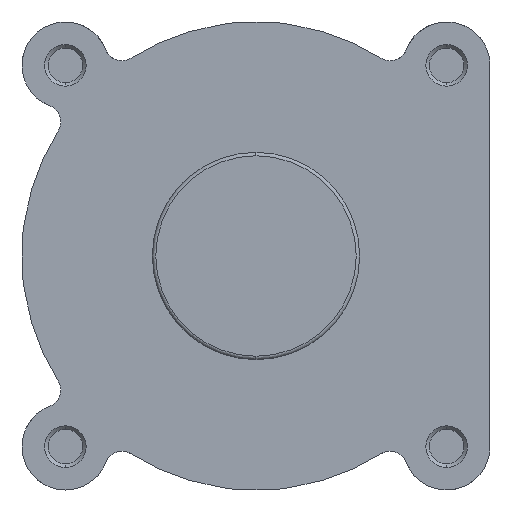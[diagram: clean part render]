
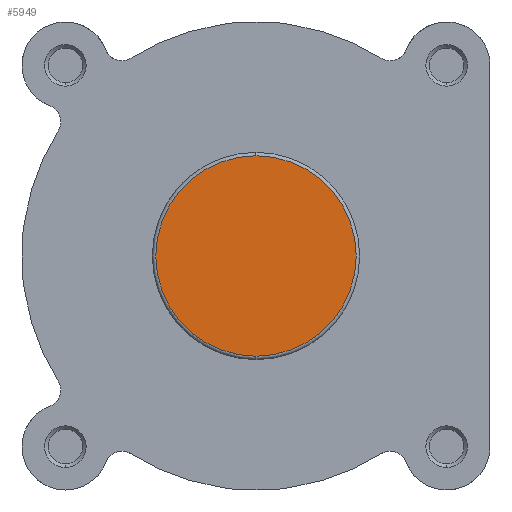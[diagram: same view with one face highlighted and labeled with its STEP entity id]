
A CAD part, left-side view. The second image highlights one B-rep face of the part: STEP entity #5949.
In plain terms, the highlighted planar face has unit normal (-1, 0, 0).
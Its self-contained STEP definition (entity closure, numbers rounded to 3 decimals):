
#286 = EDGE_LOOP ( 'NONE', ( #798, #797 ) ) ;
#797 = ORIENTED_EDGE ( 'NONE', *, *, #2893, .T. ) ;
#798 = ORIENTED_EDGE ( 'NONE', *, *, #3005, .T. ) ;
#1422 = VERTEX_POINT ( 'NONE', #6145 ) ;
#1423 = VERTEX_POINT ( 'NONE', #6146 ) ;
#1826 = CIRCLE ( 'NONE', #3303, 28.9 ) ;
#1985 = CIRCLE ( 'NONE', #3366, 28.9 ) ;
#2893 = EDGE_CURVE ( 'NONE', #1423, #1422, #1826, .T. ) ;
#3005 = EDGE_CURVE ( 'NONE', #1422, #1423, #1985, .T. ) ;
#3303 = AXIS2_PLACEMENT_3D ( 'NONE', #6603, #6604, #6605 ) ;
#3366 = AXIS2_PLACEMENT_3D ( 'NONE', #6882, #6889, #6890 ) ;
#3621 = AXIS2_PLACEMENT_3D ( 'NONE', #4469, #4475, #4476 ) ;
#4466 = PLANE ( 'NONE',  #3621 ) ;
#4469 = CARTESIAN_POINT ( 'NONE',  ( 0., 29.9, 0. ) ) ;
#4475 = DIRECTION ( 'NONE',  ( 1., 0., 0. ) ) ;
#4476 = DIRECTION ( 'NONE',  ( 0., 0., -1. ) ) ;
#5102 = FACE_OUTER_BOUND ( 'NONE', #286, .T. ) ;
#5949 = ADVANCED_FACE ( 'NONE', ( #5102 ), #4466, .F. ) ;
#6145 = CARTESIAN_POINT ( 'NONE',  ( 0., 0., -28.9 ) ) ;
#6146 = CARTESIAN_POINT ( 'NONE',  ( 0., 0., 28.9 ) ) ;
#6603 = CARTESIAN_POINT ( 'NONE',  ( 0., 0., 0. ) ) ;
#6604 = DIRECTION ( 'NONE',  ( -1., 0., 0. ) ) ;
#6605 = DIRECTION ( 'NONE',  ( 0., 0., -1. ) ) ;
#6882 = CARTESIAN_POINT ( 'NONE',  ( 0., 0., 0. ) ) ;
#6889 = DIRECTION ( 'NONE',  ( -1., 0., 0. ) ) ;
#6890 = DIRECTION ( 'NONE',  ( 0., 0., -1. ) ) ;
